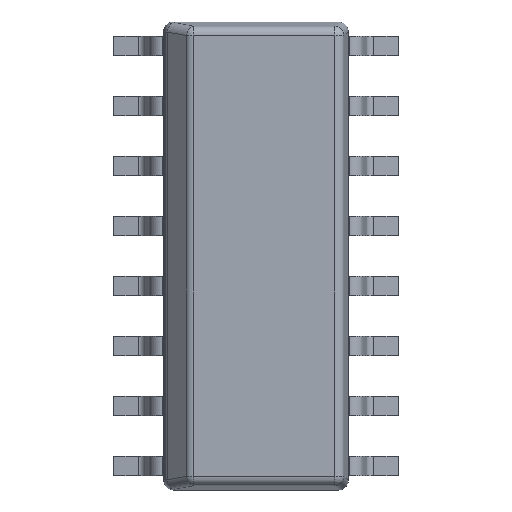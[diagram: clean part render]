
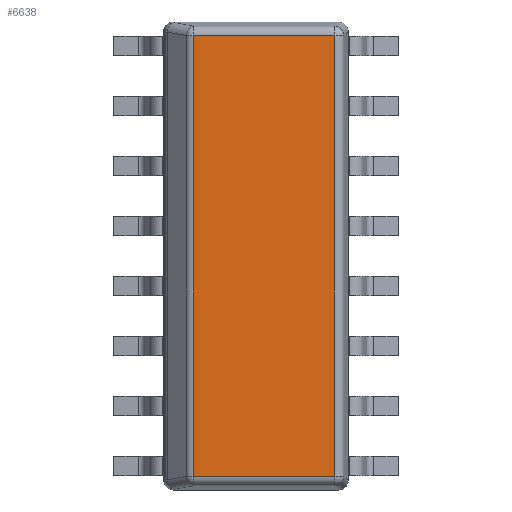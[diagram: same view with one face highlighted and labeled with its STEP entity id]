
A CAD part, top view. The second image highlights one B-rep face of the part: STEP entity #6638.
In plain terms, the highlighted planar face has unit normal (0, 0, 1).
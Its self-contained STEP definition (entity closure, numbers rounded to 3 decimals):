
#531=ORIENTED_EDGE('',*,*,#1894,.T.);
#532=ORIENTED_EDGE('',*,*,#1889,.T.);
#533=ORIENTED_EDGE('',*,*,#1897,.T.);
#534=ORIENTED_EDGE('',*,*,#1896,.F.);
#1889=EDGE_CURVE('',#2567,#2566,#3004,.T.);
#1894=EDGE_CURVE('',#2570,#2567,#3006,.T.);
#1896=EDGE_CURVE('',#2570,#2555,#3007,.T.);
#1897=EDGE_CURVE('',#2566,#2555,#3008,.T.);
#2555=VERTEX_POINT('',#9048);
#2566=VERTEX_POINT('',#9083);
#2567=VERTEX_POINT('',#9087);
#2570=VERTEX_POINT('',#9097);
#3004=LINE('',#9090,#3538);
#3006=LINE('',#9099,#3540);
#3007=LINE('',#9103,#3541);
#3008=LINE('',#9105,#3542);
#3538=VECTOR('',#7620,1000.);
#3540=VECTOR('',#7632,1000.);
#3541=VECTOR('',#7639,1000.);
#3542=VECTOR('',#7642,1000.);
#4013=EDGE_LOOP('',(#531,#532,#533,#534));
#4285=FACE_BOUND('',#4013,.T.);
#4529=PLANE('',#6966);
#6638=ADVANCED_FACE('',(#4285),#4529,.T.);
#6966=AXIS2_PLACEMENT_3D('',#9104,#7640,#7641);
#7620=DIRECTION('',(0.,1.,0.));
#7632=DIRECTION('',(1.,0.,0.));
#7639=DIRECTION('',(0.,1.,0.));
#7640=DIRECTION('',(0.,0.,1.));
#7641=DIRECTION('',(0.,1.,0.));
#7642=DIRECTION('',(-1.,0.,0.));
#9048=CARTESIAN_POINT('',(-1.329,4.662,1.75));
#9083=CARTESIAN_POINT('',(1.662,4.662,1.75));
#9087=CARTESIAN_POINT('',(1.662,-4.662,1.75));
#9090=CARTESIAN_POINT('',(1.662,-4.662,1.75));
#9097=CARTESIAN_POINT('',(-1.329,-4.662,1.75));
#9099=CARTESIAN_POINT('',(-1.329,-4.662,1.75));
#9103=CARTESIAN_POINT('',(-1.329,-4.662,1.75));
#9104=CARTESIAN_POINT('',(0.,0.,1.75));
#9105=CARTESIAN_POINT('',(1.662,4.662,1.75));
